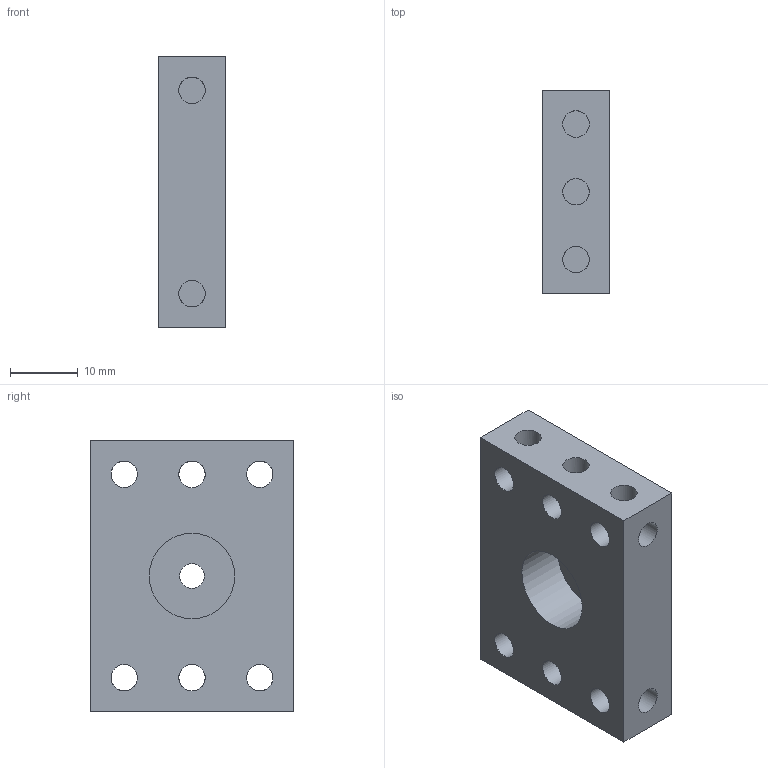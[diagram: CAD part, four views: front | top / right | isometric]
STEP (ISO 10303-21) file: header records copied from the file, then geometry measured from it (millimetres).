
FILE_DESCRIPTION(('Open CASCADE Model'),'2;1');
FILE_NAME('Open CASCADE Shape Model','2025-02-28T20:11:31',('Author'),( 'Open CASCADE'),'Open CASCADE STEP processor 7.8','Open CASCADE 7.8' ,'Unknown');
FILE_SCHEMA(('AUTOMOTIVE_DESIGN { 1 0 10303 214 1 1 1 1 }'));
Length unit declared in the file: millimetre
Products named in the file (1): Open CASCADE STEP translator 7.8 4
Bounding box: 10 x 30 x 40 mm (x, y, z)
Volume: 9536.6 mm3; surface area: 5307 mm2
Topology: 1 solids, 1 shells, 55 faces, 186 edges, 126 vertices
Faces by surface type: cylinder 36, plane 19
Full cylindrical faces by diameter (mm): 1.5 x2, 3.6 x1, 3.9 x32, 12.6 x1
Entity records: 6009 total; most frequent: CARTESIAN_POINT 2534, DIRECTION 607, ORIENTED_EDGE 372, PCURVE 372, DEFINITIONAL_REPRESENTATION 372, B_SPLINE_CURVE_WITH_KNOTS 196, AXIS2_PLACEMENT_3D 194, EDGE_CURVE 186
